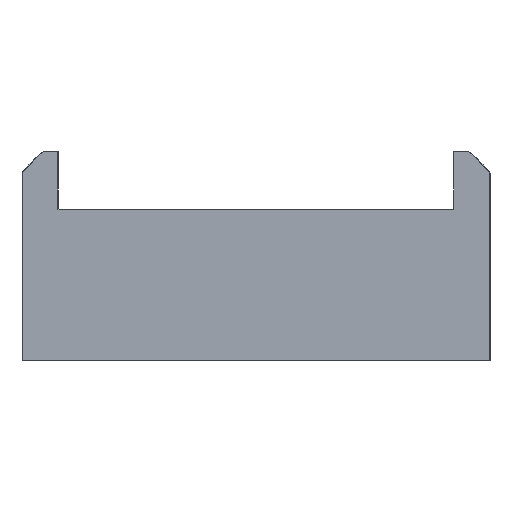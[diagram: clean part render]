
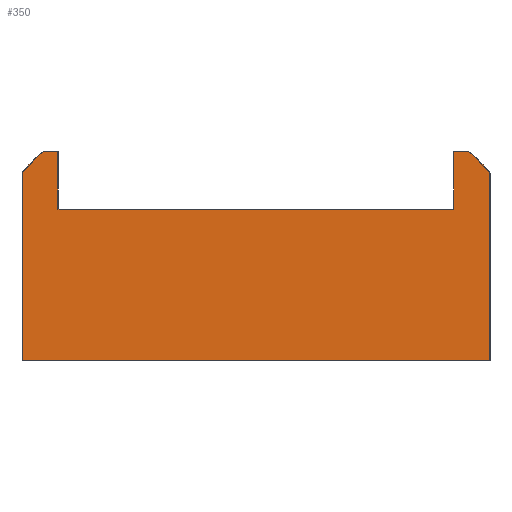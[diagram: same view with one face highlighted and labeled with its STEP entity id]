
A CAD part, left-side view. The second image highlights one B-rep face of the part: STEP entity #350.
In plain terms, the highlighted planar face has unit normal (-1, 0, 0).
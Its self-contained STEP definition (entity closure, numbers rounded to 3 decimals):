
#21=B_SPLINE_CURVE_WITH_KNOTS('',3,(#566,#567,#568,#569,#570,#571,#572,
#573,#574,#575,#576,#577,#578,#579,#580,#581,#582,#583,#584),
 .UNSPECIFIED.,.F.,.F.,(4,3,3,3,3,3,4),(0.,0.007,
0.015,0.02,0.033,0.038,
0.046),.UNSPECIFIED.);
#25=B_SPLINE_CURVE_WITH_KNOTS('',3,(#625,#626,#627,#628,#629,#630,#631,
#632,#633,#634,#635,#636,#637,#638,#639,#640,#641,#642,#643),
 .UNSPECIFIED.,.F.,.F.,(4,3,3,3,3,3,4),(0.,0.008,0.013,
0.026,0.031,0.04,0.046),
 .UNSPECIFIED.);
#48=FACE_OUTER_BOUND('',#68,.T.);
#68=EDGE_LOOP('',(#277,#278,#279,#280,#281,#282,#283,#284,#285,#286));
#89=LINE('',#502,#125);
#96=LINE('',#520,#132);
#100=LINE('',#527,#136);
#101=LINE('',#615,#137);
#103=LINE('',#619,#139);
#104=LINE('',#621,#140);
#105=LINE('',#623,#141);
#106=LINE('',#644,#142);
#125=VECTOR('',#415,10.);
#132=VECTOR('',#432,10.);
#136=VECTOR('',#438,10.);
#137=VECTOR('',#441,10.);
#139=VECTOR('',#445,10.);
#140=VECTOR('',#446,10.);
#141=VECTOR('',#447,10.);
#142=VECTOR('',#448,10.);
#159=VERTEX_POINT('',#499);
#160=VERTEX_POINT('',#501);
#166=VERTEX_POINT('',#519);
#168=VERTEX_POINT('',#525);
#169=VERTEX_POINT('',#564);
#170=VERTEX_POINT('',#565);
#173=VERTEX_POINT('',#618);
#174=VERTEX_POINT('',#620);
#175=VERTEX_POINT('',#622);
#176=VERTEX_POINT('',#624);
#193=EDGE_CURVE('',#159,#160,#89,.T.);
#202=EDGE_CURVE('',#166,#159,#96,.T.);
#206=EDGE_CURVE('',#168,#166,#100,.T.);
#207=EDGE_CURVE('',#169,#170,#21,.T.);
#211=EDGE_CURVE('',#170,#168,#101,.T.);
#213=EDGE_CURVE('',#173,#169,#103,.T.);
#214=EDGE_CURVE('',#174,#173,#104,.T.);
#215=EDGE_CURVE('',#175,#174,#105,.T.);
#216=EDGE_CURVE('',#176,#175,#25,.T.);
#217=EDGE_CURVE('',#160,#176,#106,.T.);
#277=ORIENTED_EDGE('',*,*,#207,.F.);
#278=ORIENTED_EDGE('',*,*,#213,.F.);
#279=ORIENTED_EDGE('',*,*,#214,.F.);
#280=ORIENTED_EDGE('',*,*,#215,.F.);
#281=ORIENTED_EDGE('',*,*,#216,.F.);
#282=ORIENTED_EDGE('',*,*,#217,.F.);
#283=ORIENTED_EDGE('',*,*,#193,.F.);
#284=ORIENTED_EDGE('',*,*,#202,.F.);
#285=ORIENTED_EDGE('',*,*,#206,.F.);
#286=ORIENTED_EDGE('',*,*,#211,.F.);
#335=PLANE('',#384);
#350=ADVANCED_FACE('',(#48),#335,.F.);
#384=AXIS2_PLACEMENT_3D('',#617,#443,#444);
#415=DIRECTION('',(0.,0.,1.));
#432=DIRECTION('',(0.,-1.,0.));
#438=DIRECTION('',(0.,0.,-1.));
#441=DIRECTION('',(0.,-1.,0.));
#443=DIRECTION('center_axis',(1.,0.,0.));
#444=DIRECTION('ref_axis',(0.,0.,-1.));
#445=DIRECTION('',(0.,0.,1.));
#446=DIRECTION('',(0.,1.,0.));
#447=DIRECTION('',(0.,0.,-1.));
#448=DIRECTION('',(0.,-1.,0.));
#499=CARTESIAN_POINT('',(-28.8,8.,4.2));
#501=CARTESIAN_POINT('',(-28.8,8.,5.8));
#502=CARTESIAN_POINT('',(-28.8,8.,1.15));
#519=CARTESIAN_POINT('',(-28.8,19.,4.2));
#520=CARTESIAN_POINT('',(-28.8,19.,4.2));
#525=CARTESIAN_POINT('',(-28.8,19.,5.8));
#527=CARTESIAN_POINT('',(-28.8,19.,1.));
#564=CARTESIAN_POINT('',(-28.8,20.,5.2));
#565=CARTESIAN_POINT('',(-28.8,19.4,5.8));
#566=CARTESIAN_POINT('Ctrl Pts',(-28.8,20.,5.2));
#567=CARTESIAN_POINT('Ctrl Pts',(-28.8,20.,5.204));
#568=CARTESIAN_POINT('Ctrl Pts',(-28.8,19.996,5.212));
#569=CARTESIAN_POINT('Ctrl Pts',(-28.8,19.984,5.229));
#570=CARTESIAN_POINT('Ctrl Pts',(-28.8,19.969,5.25));
#571=CARTESIAN_POINT('Ctrl Pts',(-28.8,19.942,5.284));
#572=CARTESIAN_POINT('Ctrl Pts',(-28.8,19.896,5.335));
#573=CARTESIAN_POINT('Ctrl Pts',(-28.8,19.869,5.366));
#574=CARTESIAN_POINT('Ctrl Pts',(-28.8,19.835,5.402));
#575=CARTESIAN_POINT('Ctrl Pts',(-28.8,19.798,5.441));
#576=CARTESIAN_POINT('Ctrl Pts',(-28.8,19.699,5.543));
#577=CARTESIAN_POINT('Ctrl Pts',(-28.8,19.579,5.658));
#578=CARTESIAN_POINT('Ctrl Pts',(-28.8,19.507,5.721));
#579=CARTESIAN_POINT('Ctrl Pts',(-28.8,19.48,5.744));
#580=CARTESIAN_POINT('Ctrl Pts',(-28.8,19.46,5.76));
#581=CARTESIAN_POINT('Ctrl Pts',(-28.8,19.445,5.772));
#582=CARTESIAN_POINT('Ctrl Pts',(-28.8,19.419,5.792));
#583=CARTESIAN_POINT('Ctrl Pts',(-28.8,19.405,5.8));
#584=CARTESIAN_POINT('Ctrl Pts',(-28.8,19.4,5.8));
#615=CARTESIAN_POINT('',(-28.8,19.5,5.8));
#617=CARTESIAN_POINT('Origin',(-28.8,20.,0.));
#618=CARTESIAN_POINT('',(-28.8,20.,0.));
#619=CARTESIAN_POINT('',(-28.8,20.,0.));
#620=CARTESIAN_POINT('',(-28.8,7.,0.));
#621=CARTESIAN_POINT('',(-28.8,16.75,0.));
#622=CARTESIAN_POINT('',(-28.8,7.,5.2));
#623=CARTESIAN_POINT('',(-28.8,7.,0.));
#624=CARTESIAN_POINT('',(-28.8,7.6,5.8));
#625=CARTESIAN_POINT('Ctrl Pts',(-28.8,7.6,5.8));
#626=CARTESIAN_POINT('Ctrl Pts',(-28.8,7.595,5.8));
#627=CARTESIAN_POINT('Ctrl Pts',(-28.8,7.581,5.792));
#628=CARTESIAN_POINT('Ctrl Pts',(-28.8,7.555,5.772));
#629=CARTESIAN_POINT('Ctrl Pts',(-28.8,7.54,5.761));
#630=CARTESIAN_POINT('Ctrl Pts',(-28.8,7.52,5.744));
#631=CARTESIAN_POINT('Ctrl Pts',(-28.8,7.493,5.721));
#632=CARTESIAN_POINT('Ctrl Pts',(-28.8,7.421,5.658));
#633=CARTESIAN_POINT('Ctrl Pts',(-28.8,7.301,5.543));
#634=CARTESIAN_POINT('Ctrl Pts',(-28.8,7.202,5.441));
#635=CARTESIAN_POINT('Ctrl Pts',(-28.8,7.165,5.402));
#636=CARTESIAN_POINT('Ctrl Pts',(-28.8,7.131,5.366));
#637=CARTESIAN_POINT('Ctrl Pts',(-28.8,7.104,5.335));
#638=CARTESIAN_POINT('Ctrl Pts',(-28.8,7.058,5.284));
#639=CARTESIAN_POINT('Ctrl Pts',(-28.8,7.031,5.25));
#640=CARTESIAN_POINT('Ctrl Pts',(-28.8,7.016,5.229));
#641=CARTESIAN_POINT('Ctrl Pts',(-28.8,7.004,5.212));
#642=CARTESIAN_POINT('Ctrl Pts',(-28.8,7.,5.204));
#643=CARTESIAN_POINT('Ctrl Pts',(-28.8,7.,5.2));
#644=CARTESIAN_POINT('',(-28.8,13.5,5.8));
